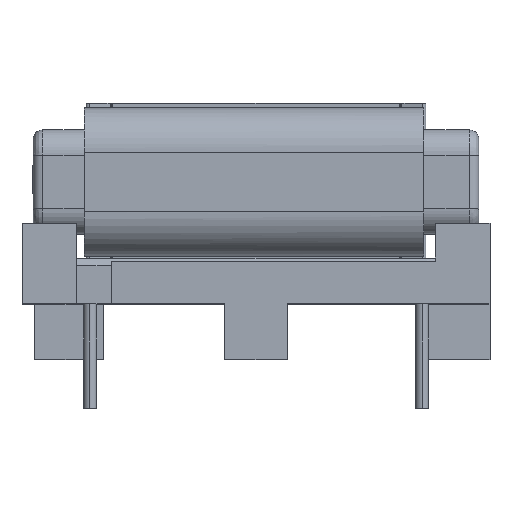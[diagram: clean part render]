
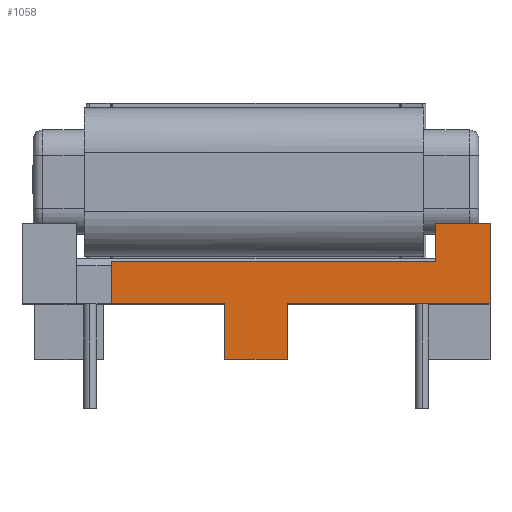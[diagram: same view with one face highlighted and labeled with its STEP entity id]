
A CAD part, top view. The second image highlights one B-rep face of the part: STEP entity #1058.
In plain terms, the highlighted free-form (B-spline) face has degree [1, 1] with [2, 2] control points.
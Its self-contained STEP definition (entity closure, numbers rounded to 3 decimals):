
#295 = VERTEX_POINT('',#296);
#296 = CARTESIAN_POINT('',(20.863,0.,17.621));
#301 = EDGE_CURVE('',#302,#295,#304,.T.);
#302 = VERTEX_POINT('',#303);
#303 = CARTESIAN_POINT('',(2.784,0.,17.621));
#304 = B_SPLINE_CURVE_WITH_KNOTS('',1,(#305,#306),.UNSPECIFIED.,.F.,.F.,
  (2,2),(16.775,29.6),.PIECEWISE_BEZIER_KNOTS.);
#305 = CARTESIAN_POINT('',(2.784,0.,17.621));
#306 = CARTESIAN_POINT('',(20.863,0.,17.621));
#323 = VERTEX_POINT('',#324);
#324 = CARTESIAN_POINT('',(-2.784,0.,17.621));
#329 = EDGE_CURVE('',#330,#323,#332,.T.);
#330 = VERTEX_POINT('',#331);
#331 = CARTESIAN_POINT('',(-12.898,0.,17.621));
#332 = B_SPLINE_CURVE_WITH_KNOTS('',1,(#333,#334),.UNSPECIFIED.,.F.,.F.,
  (2,2),(5.65,12.825),.PIECEWISE_BEZIER_KNOTS.);
#333 = CARTESIAN_POINT('',(-12.898,0.,17.621));
#334 = CARTESIAN_POINT('',(-2.784,0.,17.621));
#1058 = ADVANCED_FACE('',(#1059),#1115,.F.);
#1059 = FACE_BOUND('',#1060,.T.);
#1060 = EDGE_LOOP('',(#1061,#1068,#1069,#1076,#1083,#1088,#1089,#1096,
    #1103,#1110));
#1061 = ORIENTED_EDGE('',*,*,#1062,.T.);
#1062 = EDGE_CURVE('',#1063,#330,#1065,.T.);
#1063 = VERTEX_POINT('',#1064);
#1064 = CARTESIAN_POINT('',(-12.898,3.806,
    17.621));
#1065 = B_SPLINE_CURVE_WITH_KNOTS('',1,(#1066,#1067),.UNSPECIFIED.,.F.,
  .F.,(2,2),(10.,12.7),.PIECEWISE_BEZIER_KNOTS.);
#1066 = CARTESIAN_POINT('',(-12.898,3.806,
    17.621));
#1067 = CARTESIAN_POINT('',(-12.898,0.,17.621));
#1068 = ORIENTED_EDGE('',*,*,#329,.T.);
#1069 = ORIENTED_EDGE('',*,*,#1070,.F.);
#1070 = EDGE_CURVE('',#1071,#323,#1073,.T.);
#1071 = VERTEX_POINT('',#1072);
#1072 = CARTESIAN_POINT('',(-2.784,-4.934,
    17.621));
#1073 = B_SPLINE_CURVE_WITH_KNOTS('',1,(#1074,#1075),.UNSPECIFIED.,.F.,
  .F.,(2,2),(0.,3.5),.PIECEWISE_BEZIER_KNOTS.);
#1074 = CARTESIAN_POINT('',(-2.784,-4.934,
    17.621));
#1075 = CARTESIAN_POINT('',(-2.784,0.,17.621));
#1076 = ORIENTED_EDGE('',*,*,#1077,.F.);
#1077 = EDGE_CURVE('',#1078,#1071,#1080,.T.);
#1078 = VERTEX_POINT('',#1079);
#1079 = CARTESIAN_POINT('',(2.784,-4.934,
    17.621));
#1080 = B_SPLINE_CURVE_WITH_KNOTS('',1,(#1081,#1082),.UNSPECIFIED.,.F.,
  .F.,(2,2),(-3.95,-0.),.PIECEWISE_BEZIER_KNOTS.);
#1081 = CARTESIAN_POINT('',(2.784,-4.934,
    17.621));
#1082 = CARTESIAN_POINT('',(-2.784,-4.934,
    17.621));
#1083 = ORIENTED_EDGE('',*,*,#1084,.T.);
#1084 = EDGE_CURVE('',#1078,#302,#1085,.T.);
#1085 = B_SPLINE_CURVE_WITH_KNOTS('',1,(#1086,#1087),.UNSPECIFIED.,.F.,
  .F.,(2,2),(0.,3.5),.PIECEWISE_BEZIER_KNOTS.);
#1086 = CARTESIAN_POINT('',(2.784,-4.934,
    17.621));
#1087 = CARTESIAN_POINT('',(2.784,0.,17.621));
#1088 = ORIENTED_EDGE('',*,*,#301,.T.);
#1089 = ORIENTED_EDGE('',*,*,#1090,.F.);
#1090 = EDGE_CURVE('',#1091,#295,#1093,.T.);
#1091 = VERTEX_POINT('',#1092);
#1092 = CARTESIAN_POINT('',(20.863,7.189,
    17.621));
#1093 = B_SPLINE_CURVE_WITH_KNOTS('',1,(#1094,#1095),.UNSPECIFIED.,.F.,
  .F.,(2,2),(-2.2,2.9),.PIECEWISE_BEZIER_KNOTS.);
#1094 = CARTESIAN_POINT('',(20.863,7.189,
    17.621));
#1095 = CARTESIAN_POINT('',(20.863,0.,17.621));
#1096 = ORIENTED_EDGE('',*,*,#1097,.F.);
#1097 = EDGE_CURVE('',#1098,#1091,#1100,.T.);
#1098 = VERTEX_POINT('',#1099);
#1099 = CARTESIAN_POINT('',(16.,7.189,
    17.621));
#1100 = B_SPLINE_CURVE_WITH_KNOTS('',1,(#1101,#1102),.UNSPECIFIED.,.F.,
  .F.,(2,2),(26.15,29.6),.PIECEWISE_BEZIER_KNOTS.);
#1101 = CARTESIAN_POINT('',(16.,7.189,
    17.621));
#1102 = CARTESIAN_POINT('',(20.863,7.189,
    17.621));
#1103 = ORIENTED_EDGE('',*,*,#1104,.F.);
#1104 = EDGE_CURVE('',#1105,#1098,#1107,.T.);
#1105 = VERTEX_POINT('',#1106);
#1106 = CARTESIAN_POINT('',(16.,3.806,
    17.621));
#1107 = B_SPLINE_CURVE_WITH_KNOTS('',1,(#1108,#1109),.UNSPECIFIED.,.F.,
  .F.,(2,2),(0.,2.4),.PIECEWISE_BEZIER_KNOTS.);
#1108 = CARTESIAN_POINT('',(16.,3.806,
    17.621));
#1109 = CARTESIAN_POINT('',(16.,7.189,
    17.621));
#1110 = ORIENTED_EDGE('',*,*,#1111,.F.);
#1111 = EDGE_CURVE('',#1063,#1105,#1112,.T.);
#1112 = B_SPLINE_CURVE_WITH_KNOTS('',1,(#1113,#1114),.UNSPECIFIED.,.F.,
  .F.,(2,2),(2.2,22.7),.PIECEWISE_BEZIER_KNOTS.);
#1113 = CARTESIAN_POINT('',(-12.898,3.806,
    17.621));
#1114 = CARTESIAN_POINT('',(16.,3.806,
    17.621));
#1115 = B_SPLINE_SURFACE_WITH_KNOTS('',1,1,(
    (#1116,#1117)
    ,(#1118,#1119
  )),.UNSPECIFIED.,.F.,.F.,.F.,(2,2),(2,2),(-29.6,-5.65),(-6.4,2.2),
  .PIECEWISE_BEZIER_KNOTS.);
#1116 = CARTESIAN_POINT('',(20.863,-4.934,
    17.621));
#1117 = CARTESIAN_POINT('',(20.863,7.189,
    17.621));
#1118 = CARTESIAN_POINT('',(-12.898,-4.934,
    17.621));
#1119 = CARTESIAN_POINT('',(-12.898,7.189,
    17.621));
